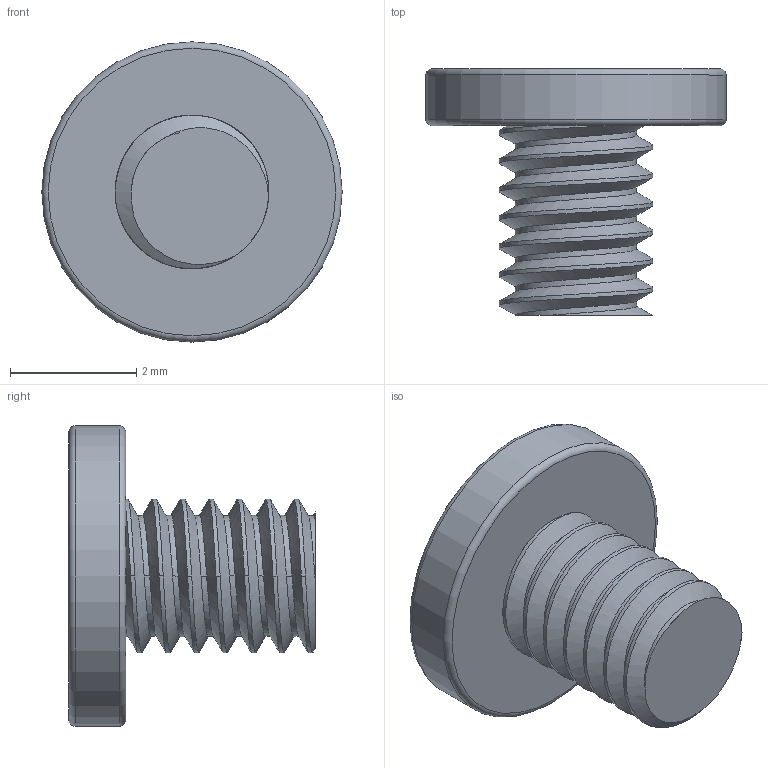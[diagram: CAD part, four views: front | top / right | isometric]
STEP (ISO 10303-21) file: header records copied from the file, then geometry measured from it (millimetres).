
FILE_DESCRIPTION(/* description */ (''),/* implementation_level */ '2;1');
FILE_NAME(/* name */ 'M2,5x3mm.step',/* time_stamp */ '2026-02-07T01:45:40+01:00',/* author */ (''),/* organization */ (''),/* preprocessor_version */ 'ST-DEVELOPER v20.1',/* originating_system */ 'Autodesk Translation Framework v14.24.0.0',/* authorisation */ '');
FILE_SCHEMA (('AUTOMOTIVE_DESIGN { 1 0 10303 214 3 1 1 }'));
Length unit declared in the file: millimetre
Products named in the file (1): M2,5x3mm
Bounding box: 4.75 x 3.9 x 4.75 mm (x, y, z)
Volume: 25.3 mm3; surface area: 85.5 mm2
Topology: 1 solids, 1 shells, 41 faces, 111 edges, 74 vertices
Faces by surface type: cylinder 21, plane 16, torus 2, bspline 2
Full cylindrical faces by diameter (mm): 1.917 x2, 2.43 x3, 4.75 x1
Entity records: 2361 total; most frequent: CARTESIAN_POINT 1334, ORIENTED_EDGE 222, DIRECTION 181, EDGE_CURVE 111, VERTEX_POINT 74, AXIS2_PLACEMENT_3D 65, LINE 51, VECTOR 51
